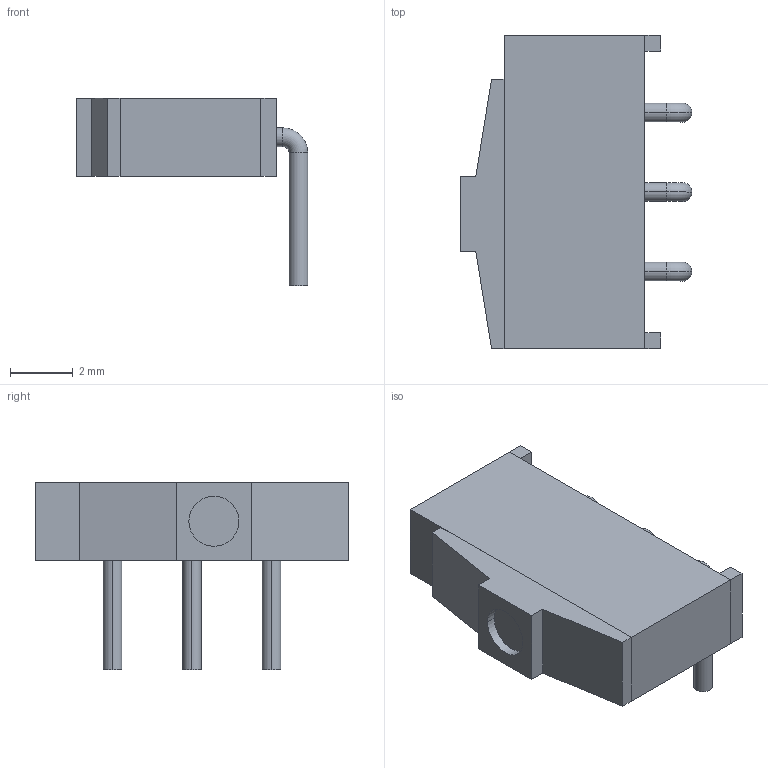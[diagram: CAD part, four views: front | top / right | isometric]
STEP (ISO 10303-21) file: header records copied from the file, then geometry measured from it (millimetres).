
FILE_DESCRIPTION((''),'2;1');
FILE_NAME('SW_EAO_09.10201.02.stp','2009-01-13T10:20:48',(''),(''),'Mechanical Desktop 2006','Mechanical Desktop 2006',', , ');
FILE_SCHEMA(('AUTOMOTIVE_DESIGN { 1 2 10303 214 0 1 1 1 }'));
Length unit declared in the file: millimetre
Products named in the file (1): Product
Bounding box: 7.4 x 10 x 6 mm (x, y, z)
Volume: 136.5 mm3; surface area: 271.6 mm2
Topology: 7 solids, 7 shells, 55 faces, 109 edges, 70 vertices
Faces by surface type: plane 35, cylinder 14, torus 6
Entity records: 1466 total; most frequent: DIRECTION 255, CARTESIAN_POINT 234, ORIENTED_EDGE 216, EDGE_CURVE 108, AXIS2_PLACEMENT_3D 90, VECTOR 75, LINE 75, VERTEX_POINT 68
